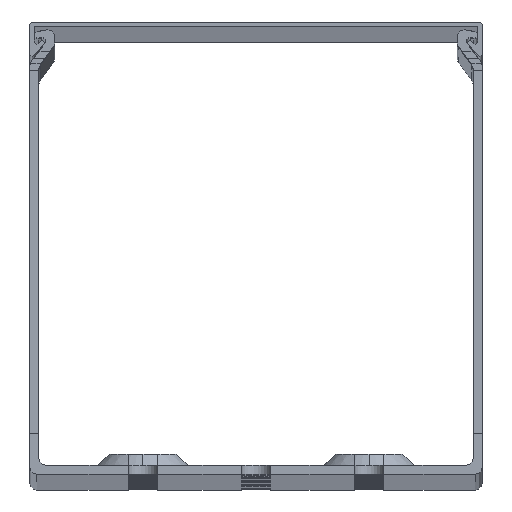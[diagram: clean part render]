
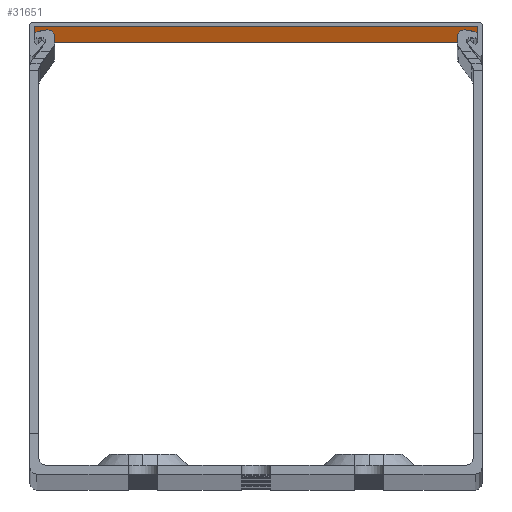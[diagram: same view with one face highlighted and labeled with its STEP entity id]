
A CAD part, top view. The second image highlights one B-rep face of the part: STEP entity #31651.
In plain terms, the highlighted planar face has unit normal (0, -1, 0).
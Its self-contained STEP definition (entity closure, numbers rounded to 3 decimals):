
#994 = CARTESIAN_POINT ( 'NONE',  ( -49., 99., 1100.352 ) ) ;
#3000 = DIRECTION ( 'NONE',  ( 0., 1., 0. ) ) ;
#3108 = VERTEX_POINT ( 'NONE', #22630 ) ;
#4601 = VECTOR ( 'NONE', #40343, 1000. ) ;
#6049 = DIRECTION ( 'NONE',  ( 0., 0., 1. ) ) ;
#6269 = EDGE_CURVE ( 'NONE', #3108, #12533, #44713, .T. ) ;
#7069 = CARTESIAN_POINT ( 'NONE',  ( 49., 99., -1000. ) ) ;
#7480 = LINE ( 'NONE', #23910, #4601 ) ;
#8019 = ORIENTED_EDGE ( 'NONE', *, *, #6269, .F. ) ;
#8126 = EDGE_CURVE ( 'NONE', #3108, #36333, #7480, .T. ) ;
#10177 = VERTEX_POINT ( 'NONE', #38000 ) ;
#11234 = ORIENTED_EDGE ( 'NONE', *, *, #35336, .T. ) ;
#12006 = VECTOR ( 'NONE', #12932, 1000. ) ;
#12533 = VERTEX_POINT ( 'NONE', #7069 ) ;
#12779 = ORIENTED_EDGE ( 'NONE', *, *, #8126, .T. ) ;
#12932 = DIRECTION ( 'NONE',  ( 1., 0., 0. ) ) ;
#22630 = CARTESIAN_POINT ( 'NONE',  ( 49., 99., 1000. ) ) ;
#23811 = AXIS2_PLACEMENT_3D ( 'NONE', #45673, #3000, #6049 ) ;
#23910 = CARTESIAN_POINT ( 'NONE',  ( -49., 99., 1000. ) ) ;
#24980 = DIRECTION ( 'NONE',  ( 0., 0., -1. ) ) ;
#28802 = VECTOR ( 'NONE', #24980, 1000. ) ;
#29242 = FACE_OUTER_BOUND ( 'NONE', #39302, .T. ) ;
#31651 = ADVANCED_FACE ( 'NONE', ( #29242 ), #37589, .F. ) ;
#35336 = EDGE_CURVE ( 'NONE', #10177, #12533, #41747, .T. ) ;
#36333 = VERTEX_POINT ( 'NONE', #43152 ) ;
#37372 = LINE ( 'NONE', #994, #28802 ) ;
#37589 = PLANE ( 'NONE',  #23811 ) ;
#37842 = ORIENTED_EDGE ( 'NONE', *, *, #47209, .T. ) ;
#38000 = CARTESIAN_POINT ( 'NONE',  ( -49., 99., -1000. ) ) ;
#39302 = EDGE_LOOP ( 'NONE', ( #8019, #12779, #37842, #11234 ) ) ;
#40343 = DIRECTION ( 'NONE',  ( -1., 0., 0. ) ) ;
#41481 = CARTESIAN_POINT ( 'NONE',  ( -49., 99., -1000. ) ) ;
#41747 = LINE ( 'NONE', #41481, #12006 ) ;
#43152 = CARTESIAN_POINT ( 'NONE',  ( -49., 99., 1000. ) ) ;
#43646 = DIRECTION ( 'NONE',  ( 0., 0., -1. ) ) ;
#44251 = VECTOR ( 'NONE', #43646, 1000. ) ;
#44713 = LINE ( 'NONE', #48489, #44251 ) ;
#45673 = CARTESIAN_POINT ( 'NONE',  ( -49., 99., 1100.352 ) ) ;
#47209 = EDGE_CURVE ( 'NONE', #36333, #10177, #37372, .T. ) ;
#48489 = CARTESIAN_POINT ( 'NONE',  ( 49., 99., 1100.352 ) ) ;
